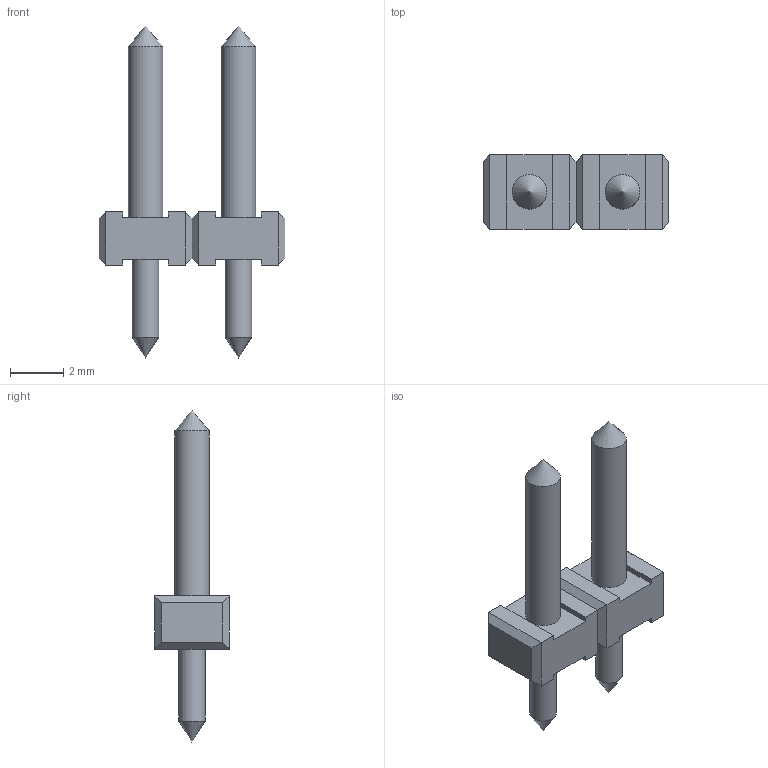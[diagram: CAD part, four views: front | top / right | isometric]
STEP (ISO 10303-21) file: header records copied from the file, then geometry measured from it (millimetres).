
FILE_DESCRIPTION(/* description */ ('Unknown'),/* implementation_level */ '2;1');
FILE_NAME(/* name */ '691300100002',/* time_stamp */ '2022-12-13T11:06:38+01:00',/* author */ ('Unknown'),/* organization */ ('Unknown'),/* preprocessor_version */ 'ST-DEVELOPER v18.102',/* originating_system */ 'Solid Edge',/* authorisation */ 'Unknown');
FILE_SCHEMA (('AUTOMOTIVE_DESIGN {1 0 10303 214 3 1 1}'));
Length unit declared in the file: millimetre
Products named in the file (3): 6913001000xx; 691300100002; 6913001000xx_Pin
Assembly tree (3 placements, depth 2):
  6913001000xx
    691300100002
    6913001000xx_Pin  x2
Bounding box: 7 x 2.8 x 12.5 mm (x, y, z)
Volume: 57 mm3; surface area: 175 mm2
Topology: 3 solids, 3 shells, 58 faces, 136 edges, 84 vertices
Faces by surface type: plane 46, cylinder 8, cone 4
Full cylindrical faces by diameter (mm): 1 x4, 1.3 x4
Entity records: 1494 total; most frequent: CARTESIAN_POINT 243, DIRECTION 238, ORIENTED_EDGE 224, EDGE_CURVE 112, LINE 100, VECTOR 100, VERTEX_POINT 74, AXIS2_PLACEMENT_3D 69
